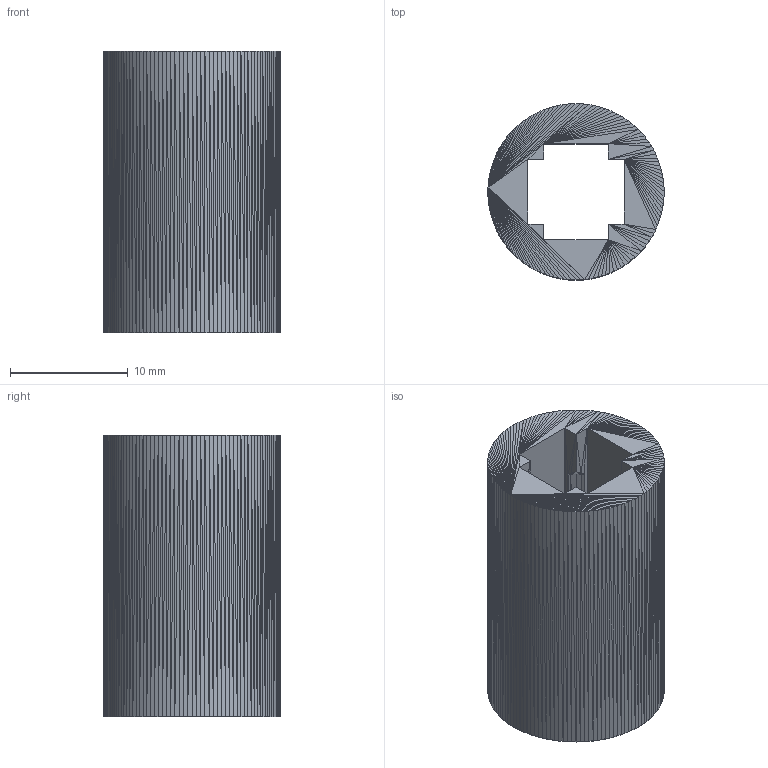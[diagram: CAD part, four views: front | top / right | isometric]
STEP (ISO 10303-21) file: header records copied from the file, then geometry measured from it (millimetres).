
FILE_DESCRIPTION(('FreeCAD Model'),'2;1');
FILE_NAME('printable-bushing-lm8uu.stp', '2011-11-21T21:36:00',('FreeCAD'),('FreeCAD'), 'Open CASCADE STEP processor 6.3','FreeCAD','Unknown');
FILE_SCHEMA(('AUTOMOTIVE_DESIGN_CC2 { 1 2 10303 214 -1 1 5 4 }'));
Length unit declared in the file: millimetre
Products named in the file (3): Open CASCADE STEP translator 6.3 8; Open CASCADE STEP translator 6.3 8.1; Open CASCADE STEP translator 6.3 8.2
Assembly tree (2 placements, depth 2):
  Open CASCADE STEP translator 6.3 8
    Open CASCADE STEP translator 6.3 8.1
    Open CASCADE STEP translator 6.3 8.2
Bounding box: 15 x 15 x 24 mm (x, y, z)
Volume: 2770 mm3; surface area: 4235.3 mm2
Topology: 1 solids, 2 shells, 1424 faces, 2112 edges, 688 vertices
Faces by surface type: plane 1424
Entity records: 52952 total; most frequent: CARTESIAN_POINT 10563, DIRECTION 7078, ORIENTED_EDGE 4224, LINE 4224, VECTOR 4224, PCURVE 4224, DEFINITIONAL_REPRESENTATION 4224, EDGE_CURVE 2112
